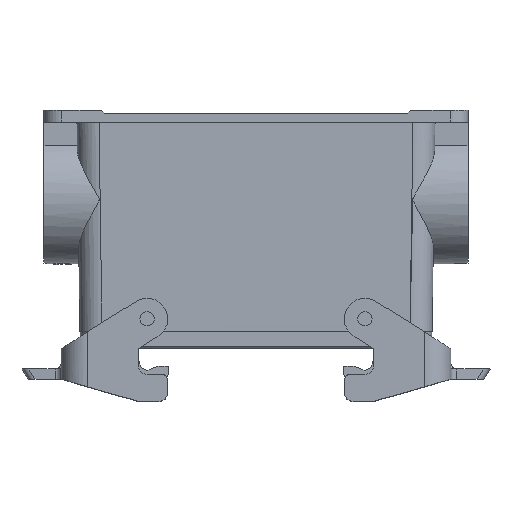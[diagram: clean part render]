
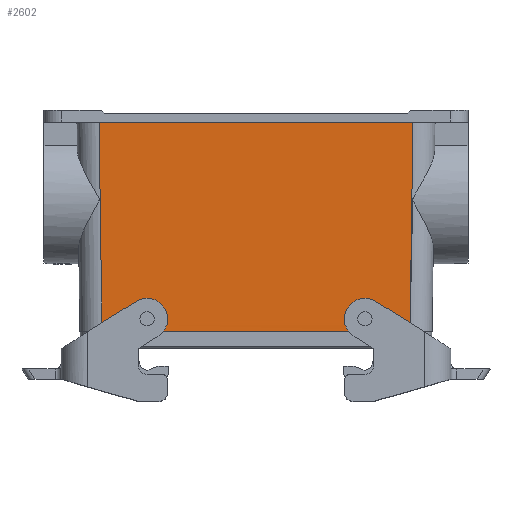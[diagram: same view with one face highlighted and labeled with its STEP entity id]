
A CAD part, top view. The second image highlights one B-rep face of the part: STEP entity #2602.
In plain terms, the highlighted planar face has unit normal (0, -0.011, 1).
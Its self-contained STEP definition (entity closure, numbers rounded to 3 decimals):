
#80=FACE_BOUND('',#3596,.T.);
#81=FACE_BOUND('',#3597,.T.);
#82=FACE_BOUND('',#3598,.T.);
#2037=ELLIPSE('',#10275,3.5,3.5);
#2038=ELLIPSE('',#10276,3.5,3.5);
#2145=B_SPLINE_CURVE_WITH_KNOTS('',3,(#15160,#15161,#15162,#15163,#15164,
#15165,#15166,#15167,#15168,#15169),.UNSPECIFIED.,.F.,.F.,(4,2,2,2,4),(0.,
0.25,0.5,0.75,1.),.UNSPECIFIED.);
#2146=B_SPLINE_CURVE_WITH_KNOTS('',3,(#15177,#15178,#15179,#15180,#15181,
#15182,#15183,#15184,#15185,#15186),.UNSPECIFIED.,.F.,.F.,(4,2,2,2,4),(0.,
0.25,0.5,0.75,1.),.UNSPECIFIED.);
#2284=PLANE('',#10277);
#2602=ADVANCED_FACE('',(#80,#81,#82),#2284,.F.);
#3596=EDGE_LOOP('',(#6331,#6332,#6333,#6334));
#3597=EDGE_LOOP('',(#6335,#6336,#6337,#6338));
#3598=EDGE_LOOP('',(#6339,#6340,#6341,#6342));
#4211=LINE('',#14520,#4898);
#4300=LINE('',#15158,#4987);
#4301=LINE('',#15171,#4988);
#4302=LINE('',#15175,#4989);
#4303=LINE('',#15188,#4990);
#4304=LINE('',#15189,#4991);
#4305=LINE('',#15191,#4992);
#4306=LINE('',#15193,#4993);
#4898=VECTOR('',#11539,1.);
#4987=VECTOR('',#11790,1.);
#4988=VECTOR('',#11791,1.);
#4989=VECTOR('',#11794,1.);
#4990=VECTOR('',#11795,1.);
#4991=VECTOR('',#11796,1.);
#4992=VECTOR('',#11797,1.);
#4993=VECTOR('',#11798,1.);
#6331=ORIENTED_EDGE('',*,*,#8841,.F.);
#6332=ORIENTED_EDGE('',*,*,#8842,.T.);
#6333=ORIENTED_EDGE('',*,*,#8843,.T.);
#6334=ORIENTED_EDGE('',*,*,#8844,.T.);
#6335=ORIENTED_EDGE('',*,*,#8845,.F.);
#6336=ORIENTED_EDGE('',*,*,#8846,.F.);
#6337=ORIENTED_EDGE('',*,*,#8847,.F.);
#6338=ORIENTED_EDGE('',*,*,#8848,.F.);
#6339=ORIENTED_EDGE('',*,*,#8849,.T.);
#6340=ORIENTED_EDGE('',*,*,#8850,.T.);
#6341=ORIENTED_EDGE('',*,*,#8851,.T.);
#6342=ORIENTED_EDGE('',*,*,#8677,.F.);
#7786=VERTEX_POINT('',#14519);
#7787=VERTEX_POINT('',#14521);
#7935=VERTEX_POINT('',#15156);
#7936=VERTEX_POINT('',#15157);
#7937=VERTEX_POINT('',#15159);
#7938=VERTEX_POINT('',#15170);
#7939=VERTEX_POINT('',#15173);
#7940=VERTEX_POINT('',#15174);
#7941=VERTEX_POINT('',#15176);
#7942=VERTEX_POINT('',#15187);
#7943=VERTEX_POINT('',#15190);
#7944=VERTEX_POINT('',#15192);
#8677=EDGE_CURVE('',#7786,#7787,#4211,.T.);
#8841=EDGE_CURVE('',#7935,#7936,#2037,.T.);
#8842=EDGE_CURVE('',#7935,#7937,#4300,.T.);
#8843=EDGE_CURVE('',#7937,#7938,#2145,.T.);
#8844=EDGE_CURVE('',#7938,#7936,#4301,.T.);
#8845=EDGE_CURVE('',#7939,#7940,#2038,.T.);
#8846=EDGE_CURVE('',#7941,#7939,#4302,.T.);
#8847=EDGE_CURVE('',#7942,#7941,#2146,.T.);
#8848=EDGE_CURVE('',#7940,#7942,#4303,.T.);
#8849=EDGE_CURVE('',#7786,#7943,#4304,.T.);
#8850=EDGE_CURVE('',#7943,#7944,#4305,.T.);
#8851=EDGE_CURVE('',#7944,#7787,#4306,.T.);
#10275=AXIS2_PLACEMENT_3D('',#15155,#11788,#11789);
#10276=AXIS2_PLACEMENT_3D('',#15172,#11792,#11793);
#10277=AXIS2_PLACEMENT_3D('',#15194,#11799,#11800);
#11539=DIRECTION('',(-1.,0.,0.));
#11788=DIRECTION('',(0.,-0.011,1.));
#11789=DIRECTION('',(0.,1.,0.011));
#11790=DIRECTION('',(-1.,0.,0.));
#11791=DIRECTION('',(-1.,0.,0.));
#11792=DIRECTION('',(0.,-0.011,1.));
#11793=DIRECTION('',(0.,1.,0.011));
#11794=DIRECTION('',(1.,0.,0.));
#11795=DIRECTION('',(1.,0.,0.));
#11796=DIRECTION('',(0.014,1.,0.011));
#11797=DIRECTION('',(-1.,0.,0.));
#11798=DIRECTION('',(0.014,-1.,-0.011));
#11799=DIRECTION('',(0.,0.011,-1.));
#11800=DIRECTION('',(-1.,0.,0.));
#14519=CARTESIAN_POINT('',(52.3,-5.7,21.5));
#14520=CARTESIAN_POINT('',(59.8,-5.7,21.5));
#14521=CARTESIAN_POINT('',(-52.3,-5.7,21.5));
#15155=CARTESIAN_POINT('',(-37.,-1.55,21.547));
#15156=CARTESIAN_POINT('',(-33.5,-1.55,21.547));
#15157=CARTESIAN_POINT('',(-40.5,-1.55,21.547));
#15158=CARTESIAN_POINT('',(59.8,-1.55,21.547));
#15159=CARTESIAN_POINT('',(-35.,-1.55,21.547));
#15160=CARTESIAN_POINT('',(-35.,-1.55,21.547));
#15161=CARTESIAN_POINT('',(-35.,-2.103,21.541));
#15162=CARTESIAN_POINT('',(-35.195,-2.574,21.535));
#15163=CARTESIAN_POINT('',(-35.976,-3.354,21.526));
#15164=CARTESIAN_POINT('',(-36.448,-3.55,21.524));
#15165=CARTESIAN_POINT('',(-37.552,-3.55,21.524));
#15166=CARTESIAN_POINT('',(-38.024,-3.355,21.526));
#15167=CARTESIAN_POINT('',(-38.804,-2.574,21.535));
#15168=CARTESIAN_POINT('',(-39.,-2.102,21.541));
#15169=CARTESIAN_POINT('',(-39.,-1.55,21.547));
#15170=CARTESIAN_POINT('',(-39.,-1.55,21.547));
#15171=CARTESIAN_POINT('',(59.8,-1.55,21.547));
#15172=CARTESIAN_POINT('',(37.,-1.55,21.547));
#15173=CARTESIAN_POINT('',(40.5,-1.55,21.547));
#15174=CARTESIAN_POINT('',(33.5,-1.55,21.547));
#15175=CARTESIAN_POINT('',(59.8,-1.55,21.547));
#15176=CARTESIAN_POINT('',(39.,-1.55,21.547));
#15177=CARTESIAN_POINT('',(35.,-1.55,21.547));
#15178=CARTESIAN_POINT('',(35.,-2.102,21.547));
#15179=CARTESIAN_POINT('',(35.196,-2.574,21.547));
#15180=CARTESIAN_POINT('',(35.976,-3.355,21.547));
#15181=CARTESIAN_POINT('',(36.448,-3.55,21.547));
#15182=CARTESIAN_POINT('',(37.552,-3.55,21.547));
#15183=CARTESIAN_POINT('',(38.024,-3.354,21.547));
#15184=CARTESIAN_POINT('',(38.805,-2.574,21.547));
#15185=CARTESIAN_POINT('',(39.,-2.103,21.547));
#15186=CARTESIAN_POINT('',(39.,-1.55,21.547));
#15187=CARTESIAN_POINT('',(35.,-1.55,21.547));
#15188=CARTESIAN_POINT('',(59.8,-1.55,21.547));
#15189=CARTESIAN_POINT('',(53.302,65.356,22.301));
#15190=CARTESIAN_POINT('',(53.3,65.25,22.3));
#15191=CARTESIAN_POINT('',(59.8,65.25,22.3));
#15192=CARTESIAN_POINT('',(-53.3,65.25,22.3));
#15193=CARTESIAN_POINT('',(-52.302,-5.594,21.501));
#15194=CARTESIAN_POINT('',(59.8,-5.7,21.5));
